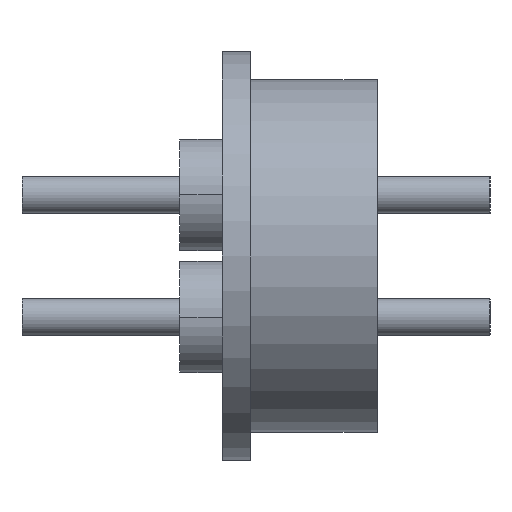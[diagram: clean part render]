
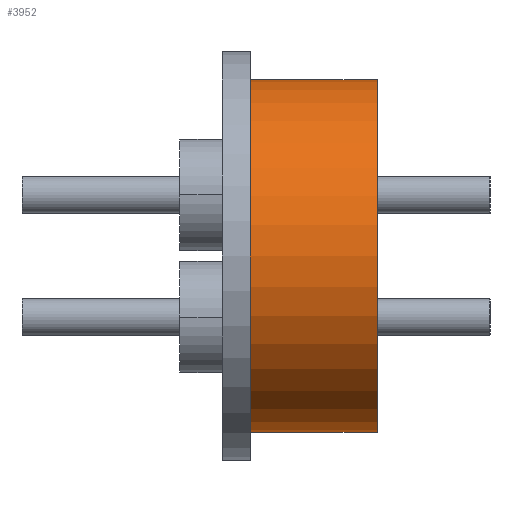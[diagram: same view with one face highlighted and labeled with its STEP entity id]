
A CAD part, left-side view. The second image highlights one B-rep face of the part: STEP entity #3952.
In plain terms, the highlighted cylindrical face has radius 1.587 mm (diameter 3.175 mm), a partial arc.
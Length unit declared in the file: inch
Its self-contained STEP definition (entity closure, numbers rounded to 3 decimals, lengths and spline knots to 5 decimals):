
#8 = CARTESIAN_POINT ( 'NONE',  ( 0.00352, 0.31205, 0.42723 ) ) ;
#106 = VERTEX_POINT ( 'NONE', #1960 ) ;
#304 = FACE_OUTER_BOUND ( 'NONE', #2961, .T. ) ;
#335 = CARTESIAN_POINT ( 'NONE',  ( 0.00352, 0.26705, 0.36473 ) ) ;
#368 = EDGE_CURVE ( 'Defeatured_0_16+Defeatured_0_15+Defeatured_0_17+Defeatured_0_19', #106, #794, #1872, .T. ) ;
#554 = VECTOR ( 'NONE', #2857, 39.37008 ) ;
#605 = DIRECTION ( 'NONE',  ( 0., -1., 0. ) ) ;
#794 = VERTEX_POINT ( 'NONE', #1659 ) ;
#835 = DIRECTION ( 'NONE',  ( 0., -1., 0. ) ) ;
#933 = CARTESIAN_POINT ( 'NONE',  ( 0.00352, 0.26705, 0.48973 ) ) ;
#941 = CYLINDRICAL_SURFACE ( 'NONE', #3464, 0.0625 ) ;
#1103 = CARTESIAN_POINT ( 'NONE',  ( 0.00352, 0.31205, 0.36473 ) ) ;
#1245 = ORIENTED_EDGE ( 'NONE', *, *, #2045, .F. ) ;
#1562 = ORIENTED_EDGE ( 'NONE', *, *, #2769, .T. ) ;
#1571 = LINE ( 'NONE', #3771, #554 ) ;
#1659 = CARTESIAN_POINT ( 'NONE',  ( 0.00352, 0.31205, 0.36473 ) ) ;
#1674 = AXIS2_PLACEMENT_3D ( 'NONE', #2131, #835, #3094 ) ;
#1872 = CIRCLE ( 'NONE', #2847, 0.0625 ) ;
#1960 = CARTESIAN_POINT ( 'NONE',  ( 0.00352, 0.31205, 0.48973 ) ) ;
#2045 = EDGE_CURVE ( 'Defeatured_0_20+Defeatured_0_16+Defeatured_0_17+Defeatured_0_19', #2387, #2375, #2317, .T. ) ;
#2104 = DIRECTION ( 'NONE',  ( 0., -1., 0. ) ) ;
#2131 = CARTESIAN_POINT ( 'NONE',  ( 0.00352, 0.26705, 0.42723 ) ) ;
#2215 = DIRECTION ( 'NONE',  ( 0., 0., -1. ) ) ;
#2310 = EDGE_CURVE ( 'Defeatured_0_17+Defeatured_0_16+Defeatured_0_15+Defeatured_0_20', #106, #2387, #1571, .T. ) ;
#2317 = CIRCLE ( 'NONE', #1674, 0.0625 ) ;
#2363 = DIRECTION ( 'NONE',  ( 0., -1., 0. ) ) ;
#2375 = VERTEX_POINT ( 'NONE', #335 ) ;
#2387 = VERTEX_POINT ( 'NONE', #933 ) ;
#2683 = LINE ( 'NONE', #1103, #3043 ) ;
#2769 = EDGE_CURVE ( 'Defeatured_0_16+Defeatured_0_19+Defeatured_0_15+Defeatured_0_20', #794, #2375, #2683, .T. ) ;
#2794 = DIRECTION ( 'NONE',  ( 0., 0., -1. ) ) ;
#2833 = ORIENTED_EDGE ( 'NONE', *, *, #2310, .F. ) ;
#2847 = AXIS2_PLACEMENT_3D ( 'NONE', #4034, #2104, #2794 ) ;
#2857 = DIRECTION ( 'NONE',  ( 0., -1., 0. ) ) ;
#2961 = EDGE_LOOP ( 'NONE', ( #1245, #2833, #3601, #1562 ) ) ;
#3043 = VECTOR ( 'NONE', #2363, 39.37008 ) ;
#3094 = DIRECTION ( 'NONE',  ( 0., 0., -1. ) ) ;
#3464 = AXIS2_PLACEMENT_3D ( 'NONE', #8, #605, #2215 ) ;
#3601 = ORIENTED_EDGE ( 'NONE', *, *, #368, .T. ) ;
#3771 = CARTESIAN_POINT ( 'NONE',  ( 0.00352, 0.31205, 0.48973 ) ) ;
#3952 = ADVANCED_FACE ( 'Defeatured_0_16', ( #304 ), #941, .T. ) ;
#4034 = CARTESIAN_POINT ( 'NONE',  ( 0.00352, 0.31205, 0.42723 ) ) ;
